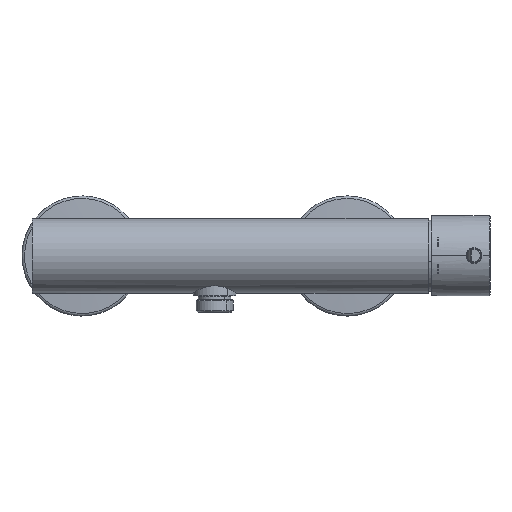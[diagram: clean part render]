
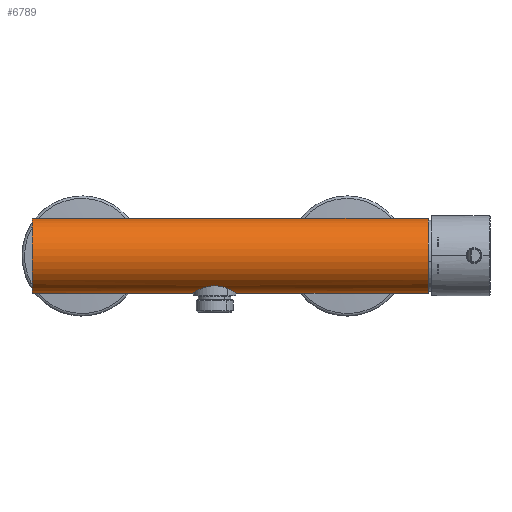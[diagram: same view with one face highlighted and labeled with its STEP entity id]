
A CAD part, top view. The second image highlights one B-rep face of the part: STEP entity #6789.
In plain terms, the highlighted cylindrical face has radius 21 mm (diameter 42 mm), a partial arc.
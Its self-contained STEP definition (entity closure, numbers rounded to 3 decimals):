
#279 = CARTESIAN_POINT ( 'NONE',  ( 6.309, -18.005, 10.821 ) ) ;
#990 = CARTESIAN_POINT ( 'NONE',  ( -9.895, -19.561, 7.648 ) ) ;
#1350 = CARTESIAN_POINT ( 'NONE',  ( -12.5, -21., 0.423 ) ) ;
#1712 = CARTESIAN_POINT ( 'NONE',  ( -12.5, -21., 0. ) ) ;
#1770 = CARTESIAN_POINT ( 'NONE',  ( 12.5, -21., 0. ) ) ;
#2029 = ORIENTED_EDGE ( 'NONE', *, *, #34809, .T. ) ;
#2847 = CARTESIAN_POINT ( 'NONE',  ( 10.808, -20.035, 6.332 ) ) ;
#3186 = DIRECTION ( 'NONE',  ( 1., 0., 0. ) ) ;
#3377 = CARTESIAN_POINT ( 'NONE',  ( 3.31, -17.192, 12.061 ) ) ;
#3877 = EDGE_CURVE ( 'NONE', #29603, #19012, #22587, .T. ) ;
#3909 = CARTESIAN_POINT ( 'NONE',  ( -9.111, -19.176, 8.567 ) ) ;
#4101 = CARTESIAN_POINT ( 'NONE',  ( -12.394, -20.937, 1.68 ) ) ;
#4286 = CARTESIAN_POINT ( 'NONE',  ( -11.194, -20.248, 5.623 ) ) ;
#4459 = CARTESIAN_POINT ( 'NONE',  ( -11.819, -20.602, 4.091 ) ) ;
#5428 = LINE ( 'NONE', #35930, #26824 ) ;
#5575 = CARTESIAN_POINT ( 'NONE',  ( 0., 21., 0. ) ) ;
#5848 = CARTESIAN_POINT ( 'NONE',  ( -102.37, 0., 0. ) ) ;
#5965 = CARTESIAN_POINT ( 'NONE',  ( 11.816, -20.6, 4.1 ) ) ;
#6343 = CARTESIAN_POINT ( 'NONE',  ( -102.37, 21., 0. ) ) ;
#6665 = CARTESIAN_POINT ( 'NONE',  ( 0.428, -16.875, 12.5 ) ) ;
#6789 = ADVANCED_FACE ( 'NONE', ( #18341 ), #15949, .T. ) ;
#7017 = CARTESIAN_POINT ( 'NONE',  ( -9.384, -19.307, 8.268 ) ) ;
#8048 = CARTESIAN_POINT ( 'NONE',  ( -102.37, -21., 0. ) ) ;
#8353 = DIRECTION ( 'NONE',  ( 1., 0., 0. ) ) ;
#8718 = CARTESIAN_POINT ( 'NONE',  ( 11.195, -20.249, 5.62 ) ) ;
#8890 = CARTESIAN_POINT ( 'NONE',  ( 8.542, -18.912, 9.135 ) ) ;
#9056 = CARTESIAN_POINT ( 'NONE',  ( 1.683, -16.953, 12.393 ) ) ;
#9190 = CARTESIAN_POINT ( 'NONE',  ( -12.5, -21., 0. ) ) ;
#9235 = CARTESIAN_POINT ( 'NONE',  ( 12.5, -21., 0. ) ) ;
#9415 = CARTESIAN_POINT ( 'NONE',  ( -3.302, -17.19, 12.063 ) ) ;
#9504 = ORIENTED_EDGE ( 'NONE', *, *, #13953, .F. ) ;
#9774 = CARTESIAN_POINT ( 'NONE',  ( -6.651, -18.135, 10.591 ) ) ;
#9955 = CARTESIAN_POINT ( 'NONE',  ( -5.591, -17.773, 11.187 ) ) ;
#10102 = EDGE_CURVE ( 'NONE', #30121, #23616, #34312, .T. ) ;
#10284 = VECTOR ( 'NONE', #22178, 1000. ) ;
#10795 = DIRECTION ( 'NONE',  ( 1., 0., 0. ) ) ;
#11019 = LINE ( 'NONE', #16497, #10284 ) ;
#11349 = DIRECTION ( 'NONE',  ( 0., 1., 0. ) ) ;
#11451 = CARTESIAN_POINT ( 'NONE',  ( 12.166, -20.803, 2.9 ) ) ;
#12693 = CARTESIAN_POINT ( 'NONE',  ( -12.063, -20.743, 3.301 ) ) ;
#12968 = VECTOR ( 'NONE', #3186, 1000. ) ;
#13953 = EDGE_CURVE ( 'NONE', #19012, #17378, #32857, .T. ) ;
#13999 = CARTESIAN_POINT ( 'NONE',  ( 9.387, -19.303, 8.292 ) ) ;
#14167 = AXIS2_PLACEMENT_3D ( 'NONE', #25401, #10795, #11349 ) ;
#14178 = CARTESIAN_POINT ( 'NONE',  ( 12.415, -20.949, 1.679 ) ) ;
#14573 = CARTESIAN_POINT ( 'NONE',  ( 119.95, -21., 0. ) ) ;
#14893 = CARTESIAN_POINT ( 'NONE',  ( -11.675, -20.519, 4.484 ) ) ;
#15075 = CARTESIAN_POINT ( 'NONE',  ( -4.476, -17.454, 11.678 ) ) ;
#15255 = CARTESIAN_POINT ( 'NONE',  ( -12.478, -20.987, 0.847 ) ) ;
#15867 = VERTEX_POINT ( 'NONE', #8048 ) ;
#15949 = CYLINDRICAL_SURFACE ( 'NONE', #23228, 21. ) ;
#16497 = CARTESIAN_POINT ( 'NONE',  ( 0., -21., 0. ) ) ;
#17113 = CARTESIAN_POINT ( 'NONE',  ( 9.899, -19.56, 7.676 ) ) ;
#17283 = CARTESIAN_POINT ( 'NONE',  ( 4.487, -17.457, 11.674 ) ) ;
#17378 = VERTEX_POINT ( 'NONE', #14573 ) ;
#17650 = CARTESIAN_POINT ( 'NONE',  ( -2.896, -17.116, 12.167 ) ) ;
#17827 = CARTESIAN_POINT ( 'NONE',  ( -1.673, -16.938, 12.415 ) ) ;
#18008 = CARTESIAN_POINT ( 'NONE',  ( -7.649, -18.517, 9.919 ) ) ;
#18341 = FACE_OUTER_BOUND ( 'NONE', #33838, .T. ) ;
#18371 = CARTESIAN_POINT ( 'NONE',  ( -6.303, -18.01, 10.802 ) ) ;
#19012 = VERTEX_POINT ( 'NONE', #32801 ) ;
#19379 = DIRECTION ( 'NONE',  ( 0., 1., 0. ) ) ;
#20053 = CARTESIAN_POINT ( 'NONE',  ( 7.305, -18.385, 10.151 ) ) ;
#20230 = EDGE_CURVE ( 'NONE', #30121, #17378, #11019, .T. ) ;
#20398 = CARTESIAN_POINT ( 'NONE',  ( 12.5, -21., 0.848 ) ) ;
#21445 = CARTESIAN_POINT ( 'NONE',  ( 0., 0., 0. ) ) ;
#21611 = ORIENTED_EDGE ( 'NONE', *, *, #3877, .F. ) ;
#22178 = DIRECTION ( 'NONE',  ( 1., 0., 0. ) ) ;
#22587 = LINE ( 'NONE', #5575, #12968 ) ;
#22613 = CARTESIAN_POINT ( 'NONE',  ( 5.606, -17.767, 11.202 ) ) ;
#23228 = AXIS2_PLACEMENT_3D ( 'NONE', #21445, #29302, #26903 ) ;
#23616 = VERTEX_POINT ( 'NONE', #9190 ) ;
#25328 = CARTESIAN_POINT ( 'NONE',  ( 8.247, -18.78, 9.402 ) ) ;
#25401 = CARTESIAN_POINT ( 'NONE',  ( 119.95, 0., 0. ) ) ;
#25686 = CARTESIAN_POINT ( 'NONE',  ( 2.907, -17.118, 12.164 ) ) ;
#25710 = CIRCLE ( 'NONE', #27457, 21. ) ;
#26037 = CARTESIAN_POINT ( 'NONE',  ( -12.166, -20.803, 2.901 ) ) ;
#26221 = CARTESIAN_POINT ( 'NONE',  ( -10.135, -19.683, 7.328 ) ) ;
#26402 = CARTESIAN_POINT ( 'NONE',  ( -0.842, -16.874, 12.5 ) ) ;
#26824 = VECTOR ( 'NONE', #8353, 1000. ) ;
#26903 = DIRECTION ( 'NONE',  ( 0., -1., 0. ) ) ;
#27457 = AXIS2_PLACEMENT_3D ( 'NONE', #5848, #33072, #19379 ) ;
#27887 = CARTESIAN_POINT ( 'NONE',  ( 12.063, -20.743, 3.303 ) ) ;
#28429 = CARTESIAN_POINT ( 'NONE',  ( 4.103, -17.362, 11.815 ) ) ;
#28616 = CARTESIAN_POINT ( 'NONE',  ( 11.673, -20.518, 4.489 ) ) ;
#28789 = CARTESIAN_POINT ( 'NONE',  ( -4.092, -17.359, 11.819 ) ) ;
#28965 = CARTESIAN_POINT ( 'NONE',  ( -8.262, -18.782, 9.414 ) ) ;
#29115 = ORIENTED_EDGE ( 'NONE', *, *, #35111, .F. ) ;
#29157 = CARTESIAN_POINT ( 'NONE',  ( -10.808, -20.035, 6.331 ) ) ;
#29302 = DIRECTION ( 'NONE',  ( 1., 0., 0. ) ) ;
#29603 = VERTEX_POINT ( 'NONE', #6343 ) ;
#30121 = VERTEX_POINT ( 'NONE', #1770 ) ;
#31170 = CARTESIAN_POINT ( 'NONE',  ( 7.628, -18.517, 9.91 ) ) ;
#31348 = CARTESIAN_POINT ( 'NONE',  ( 0.851, -16.891, 12.478 ) ) ;
#31537 = CARTESIAN_POINT ( 'NONE',  ( -12.331, -20.9, 2.09 ) ) ;
#31887 = CARTESIAN_POINT ( 'NONE',  ( -5.226, -17.662, 11.362 ) ) ;
#32801 = CARTESIAN_POINT ( 'NONE',  ( 119.95, 21., 0. ) ) ;
#32857 = CIRCLE ( 'NONE', #14167, 21. ) ;
#33072 = DIRECTION ( 'NONE',  ( -1., 0., 0. ) ) ;
#33689 = ORIENTED_EDGE ( 'NONE', *, *, #10102, .F. ) ;
#33838 = EDGE_LOOP ( 'NONE', ( #21611, #29115, #2029, #33689, #34817, #9504 ) ) ;
#34103 = CARTESIAN_POINT ( 'NONE',  ( 2.094, -16.999, 12.33 ) ) ;
#34312 = B_SPLINE_CURVE_WITH_KNOTS ( 'NONE', 3,
 ( #9235, #20398, #14178, #11451, #27887, #5965, #28616, #8718, #2847, #17113, #13999, #8890, #25328, #31170, #20053, #279, #22613, #17283, #28429, #3377, #25686, #34103, #9056, #31348, #6665, #26402, #17827, #17650, #9415, #28789, #15075, #31887, #9955, #18371, #9774, #18008, #28965, #3909, #7017, #990, #26221, #29157, #4286, #14893, #4459, #12693, #26037, #31537, #4101, #15255, #1350, #1712 ),
 .UNSPECIFIED., .F., .F.,
 ( 4, 2, 2, 2, 2, 2, 2, 2, 2, 2, 2, 2, 2, 2, 2, 2, 2, 2, 2, 2, 2, 2, 2, 2, 2, 4 ),
 ( 0., 0.003, 0.004, 0.005, 0.008, 0.01, 0.011, 0.013, 0.015, 0.016, 0.018, 0.019, 0.02, 0.023, 0.024, 0.025, 0.026, 0.028, 0.03, 0.031, 0.033, 0.035, 0.036, 0.038, 0.039, 0.04 ),
 .UNSPECIFIED. ) ;
#34809 = EDGE_CURVE ( 'NONE', #15867, #23616, #5428, .T. ) ;
#34817 = ORIENTED_EDGE ( 'NONE', *, *, #20230, .T. ) ;
#35111 = EDGE_CURVE ( 'NONE', #15867, #29603, #25710, .T. ) ;
#35930 = CARTESIAN_POINT ( 'NONE',  ( 0., -21., 0. ) ) ;
